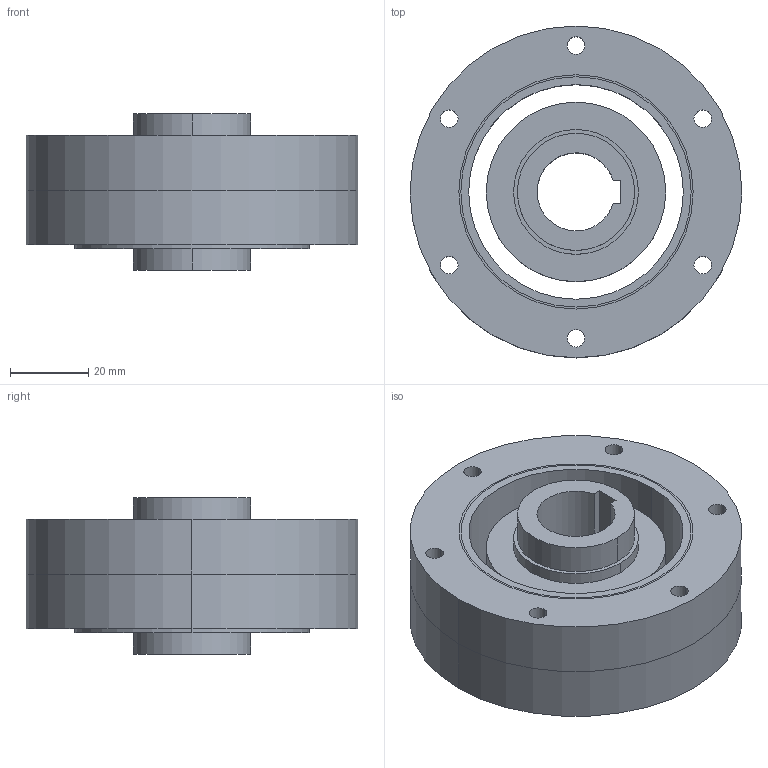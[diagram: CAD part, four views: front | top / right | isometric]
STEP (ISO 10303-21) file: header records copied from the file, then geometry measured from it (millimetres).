
FILE_DESCRIPTION((''),'2;1');
FILE_NAME('XB3-B-60-100_ASM','2023-10-09T17:10:26',('ccha425'),('Department of Mechanical Engineering, The University of Auckland'),'CREO PARAMETRIC BY PTC INC, 2017260','CREO PARAMETRIC BY PTC INC, 2017260','');
FILE_SCHEMA(('CONFIG_CONTROL_DESIGN'));
Length unit declared in the file: millimetre
Products named in the file (3): HARMONIC_A; HARMONIC_B; XB3-B-60-100_ASM
Assembly tree (3 placements, depth 2):
  XB3-B-60-100_ASM
    HARMONIC_A  x2
    HARMONIC_B
Bounding box: 85 x 85 x 40 mm (x, y, z)
Volume: 126801.1 mm3; surface area: 47907.5 mm2
Topology: 4 solids, 4 shells, 62 faces, 150 edges, 100 vertices
Faces by surface type: cylinder 47, plane 15
Entity records: 1418 total; most frequent: DIRECTION 264, CARTESIAN_POINT 220, ORIENTED_EDGE 204, AXIS2_PLACEMENT_3D 112, EDGE_CURVE 102, VERTEX_POINT 68, EDGE_LOOP 66, CIRCLE 62
